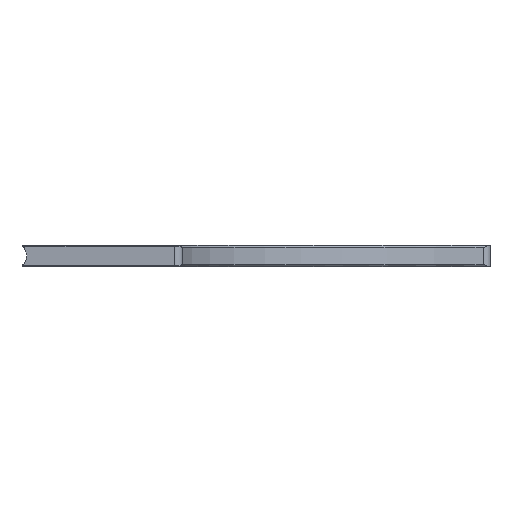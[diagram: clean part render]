
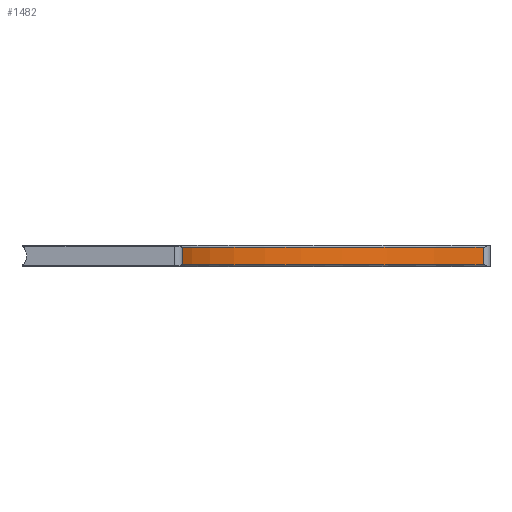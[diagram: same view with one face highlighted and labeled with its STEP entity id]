
A CAD part, left-side view. The second image highlights one B-rep face of the part: STEP entity #1482.
In plain terms, the highlighted cylindrical face has radius 139.827 mm (diameter 279.654 mm), a partial arc.
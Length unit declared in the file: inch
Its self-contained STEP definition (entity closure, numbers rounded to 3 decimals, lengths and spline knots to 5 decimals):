
#26 = CIRCLE ( 'NONE', #6767, 5.505 ) ;
#164 = EDGE_CURVE ( 'NONE', #5685, #6271, #26, .T. ) ;
#269 = VECTOR ( 'NONE', #4246, 39.37008 ) ;
#797 = CARTESIAN_POINT ( 'NONE',  ( 0., 0., -0.3735 ) ) ;
#822 = CARTESIAN_POINT ( 'NONE',  ( 5.50364, 0.12222, -0.3425 ) ) ;
#869 = VERTEX_POINT ( 'NONE', #5342 ) ;
#1125 = DIRECTION ( 'NONE',  ( 0., 0., 1. ) ) ;
#1482 = ADVANCED_FACE ( 'NONE', ( #6962 ), #4417, .F. ) ;
#1486 = AXIS2_PLACEMENT_3D ( 'NONE', #797, #3939, #8196 ) ;
#2922 = ORIENTED_EDGE ( 'NONE', *, *, #164, .T. ) ;
#3211 = VERTEX_POINT ( 'NONE', #822 ) ;
#3371 = ORIENTED_EDGE ( 'NONE', *, *, #5787, .T. ) ;
#3608 = EDGE_LOOP ( 'NONE', ( #3683, #3371, #2922, #5492 ) ) ;
#3683 = ORIENTED_EDGE ( 'NONE', *, *, #8083, .T. ) ;
#3939 = DIRECTION ( 'NONE',  ( 0., 0., 1. ) ) ;
#4002 = CARTESIAN_POINT ( 'NONE',  ( 5.50364, 0.12222, -0.031 ) ) ;
#4246 = DIRECTION ( 'NONE',  ( 0., 0., -1. ) ) ;
#4285 = CARTESIAN_POINT ( 'NONE',  ( 0., 0., -0.031 ) ) ;
#4417 = CYLINDRICAL_SURFACE ( 'NONE', #1486, 5.505 ) ;
#4811 = EDGE_CURVE ( 'NONE', #6271, #869, #8071, .T. ) ;
#4913 = AXIS2_PLACEMENT_3D ( 'NONE', #8170, #5727, #5019 ) ;
#5019 = DIRECTION ( 'NONE',  ( 1., 0., 0. ) ) ;
#5049 = CIRCLE ( 'NONE', #4913, 5.505 ) ;
#5128 = VECTOR ( 'NONE', #1125, 39.37008 ) ;
#5342 = CARTESIAN_POINT ( 'NONE',  ( 0.69684, 5.46072, -0.3425 ) ) ;
#5457 = CARTESIAN_POINT ( 'NONE',  ( 0.69684, 5.46072, -0.3735 ) ) ;
#5492 = ORIENTED_EDGE ( 'NONE', *, *, #4811, .T. ) ;
#5685 = VERTEX_POINT ( 'NONE', #4002 ) ;
#5727 = DIRECTION ( 'NONE',  ( 0., 0., -1. ) ) ;
#5787 = EDGE_CURVE ( 'NONE', #3211, #5685, #8014, .T. ) ;
#6271 = VERTEX_POINT ( 'NONE', #7288 ) ;
#6767 = AXIS2_PLACEMENT_3D ( 'NONE', #4285, #6833, #8193 ) ;
#6822 = CARTESIAN_POINT ( 'NONE',  ( 5.50364, 0.12222, -0.3735 ) ) ;
#6833 = DIRECTION ( 'NONE',  ( 0., 0., 1. ) ) ;
#6962 = FACE_OUTER_BOUND ( 'NONE', #3608, .T. ) ;
#7288 = CARTESIAN_POINT ( 'NONE',  ( 0.69684, 5.46072, -0.031 ) ) ;
#8014 = LINE ( 'NONE', #6822, #5128 ) ;
#8071 = LINE ( 'NONE', #5457, #269 ) ;
#8083 = EDGE_CURVE ( 'NONE', #869, #3211, #5049, .T. ) ;
#8170 = CARTESIAN_POINT ( 'NONE',  ( 0., 0., -0.3425 ) ) ;
#8193 = DIRECTION ( 'NONE',  ( 1., 0., 0. ) ) ;
#8196 = DIRECTION ( 'NONE',  ( 1., 0., 0. ) ) ;
